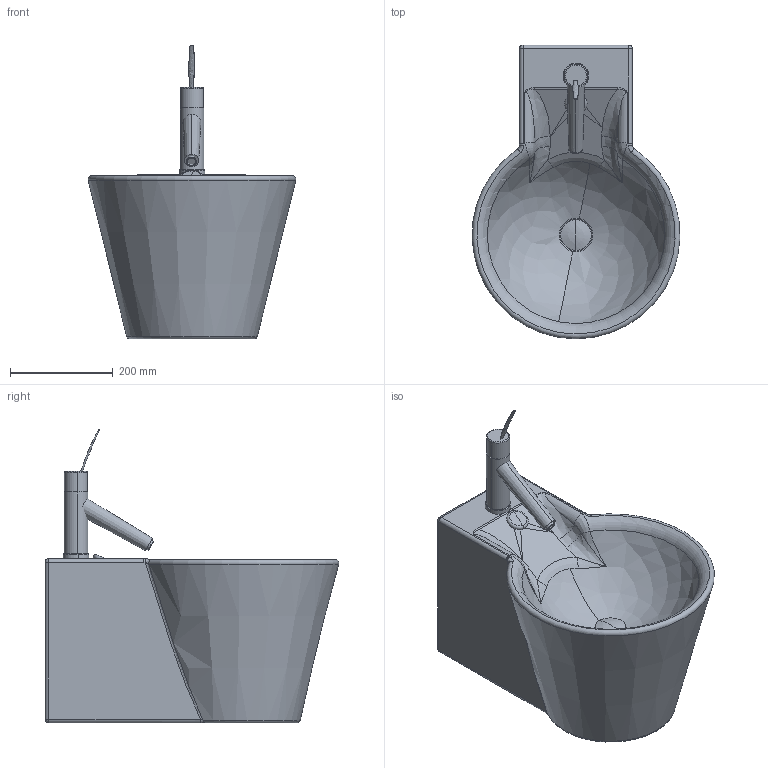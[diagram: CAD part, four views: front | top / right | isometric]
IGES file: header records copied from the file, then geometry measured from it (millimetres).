
Global section: file name: No Iges File Name specified; native system: AutoDesk Inventor R11.0; preprocessor: AutoDesk Inventor Iges Exporter R11.0; author: No Author specified; organization: No Organization specified; date: 20070210.195038; units: millimetre
Bounding box: 404.85 x 572.45 x 572.48 mm (x, y, z)
Volume: 22001375.4 mm3; surface area: 1124522.7 mm2
Topology: 8 solids, 8 shells, 258 faces, 625 edges, 366 vertices
Faces by surface type: cylinder 66, bspline 64, plane 51, revolution 29, torus 26, sphere 15, cone 7
